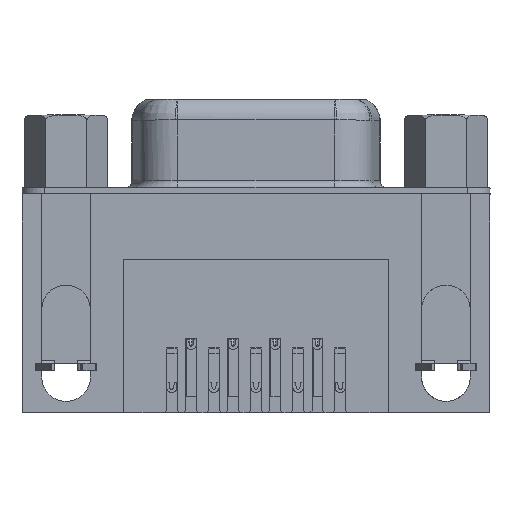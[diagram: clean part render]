
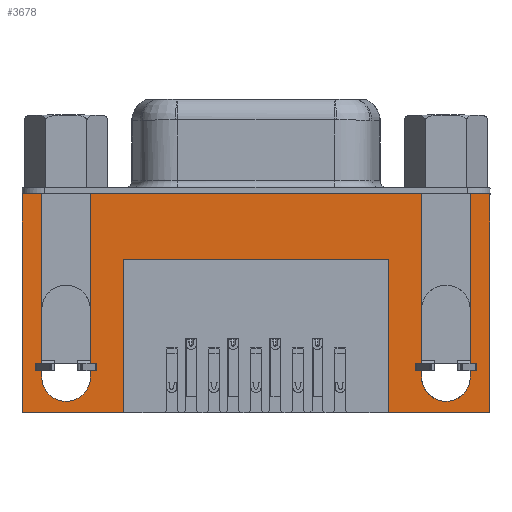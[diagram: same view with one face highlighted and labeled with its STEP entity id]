
A CAD part, top view. The second image highlights one B-rep face of the part: STEP entity #3678.
In plain terms, the highlighted planar face has unit normal (0, 0, 1).
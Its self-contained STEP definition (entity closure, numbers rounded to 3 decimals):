
#3580=AXIS2_PLACEMENT_3D('Plane Axis2P3D',#3577,#3578,#3579) ;
#3631=AXIS2_PLACEMENT_3D('Circle Axis2P3D',#3629,#3630,$) ;
#3650=AXIS2_PLACEMENT_3D('Circle Axis2P3D',#3648,#3649,$) ;
#3084=CARTESIAN_POINT('Vertex',(14.1,-0.4,6.275)) ;
#3087=CARTESIAN_POINT('Line Origine',(14.75,-0.4,6.275)) ;
#3091=CARTESIAN_POINT('Vertex',(15.4,-0.4,6.275)) ;
#3126=CARTESIAN_POINT('Vertex',(-15.4,-0.4,6.275)) ;
#3129=CARTESIAN_POINT('Line Origine',(-14.75,-0.4,6.275)) ;
#3133=CARTESIAN_POINT('Vertex',(-14.1,-0.4,6.275)) ;
#3154=CARTESIAN_POINT('Vertex',(-10.9,-0.4,6.275)) ;
#3157=CARTESIAN_POINT('Line Origine',(0.,-0.4,6.275)) ;
#3161=CARTESIAN_POINT('Vertex',(10.9,-0.4,6.275)) ;
#3538=CARTESIAN_POINT('Vertex',(14.1,-12.45,6.275)) ;
#3541=CARTESIAN_POINT('Line Origine',(14.1,-6.425,6.275)) ;
#3577=CARTESIAN_POINT('Axis2P3D Location',(15.4,-0.4,6.275)) ;
#3582=CARTESIAN_POINT('Line Origine',(-15.4,-7.6,6.275)) ;
#3586=CARTESIAN_POINT('Vertex',(-15.4,-14.8,6.275)) ;
#3589=CARTESIAN_POINT('Line Origine',(-12.05,-14.8,6.275)) ;
#3593=CARTESIAN_POINT('Vertex',(-8.7,-14.8,6.275)) ;
#3596=CARTESIAN_POINT('Line Origine',(-8.7,-9.75,6.275)) ;
#3600=CARTESIAN_POINT('Vertex',(-8.7,-4.7,6.275)) ;
#3603=CARTESIAN_POINT('Line Origine',(0.,-4.7,6.275)) ;
#3607=CARTESIAN_POINT('Vertex',(8.7,-4.7,6.275)) ;
#3610=CARTESIAN_POINT('Line Origine',(8.7,-9.75,6.275)) ;
#3614=CARTESIAN_POINT('Vertex',(8.7,-14.8,6.275)) ;
#3617=CARTESIAN_POINT('Line Origine',(12.05,-14.8,6.275)) ;
#3621=CARTESIAN_POINT('Vertex',(15.4,-14.8,6.275)) ;
#3624=CARTESIAN_POINT('Line Origine',(15.4,-7.6,6.275)) ;
#3629=CARTESIAN_POINT('Axis2P3D Location',(12.5,-12.45,6.275)) ;
#3633=CARTESIAN_POINT('Vertex',(10.9,-12.45,6.275)) ;
#3636=CARTESIAN_POINT('Line Origine',(10.9,-6.425,6.275)) ;
#3641=CARTESIAN_POINT('Line Origine',(-10.9,-6.425,6.275)) ;
#3645=CARTESIAN_POINT('Vertex',(-10.9,-12.45,6.275)) ;
#3648=CARTESIAN_POINT('Axis2P3D Location',(-12.5,-12.45,6.275)) ;
#3652=CARTESIAN_POINT('Vertex',(-14.1,-12.45,6.275)) ;
#3655=CARTESIAN_POINT('Line Origine',(-14.1,-6.425,6.275)) ;
#3088=DIRECTION('Vector Direction',(1.,0.,0.)) ;
#3130=DIRECTION('Vector Direction',(1.,0.,0.)) ;
#3158=DIRECTION('Vector Direction',(1.,0.,0.)) ;
#3542=DIRECTION('Vector Direction',(0.,1.,0.)) ;
#3578=DIRECTION('Axis2P3D Direction',(0.,0.,1.)) ;
#3579=DIRECTION('Axis2P3D XDirection',(-1.,0.,0.)) ;
#3583=DIRECTION('Vector Direction',(0.,1.,0.)) ;
#3590=DIRECTION('Vector Direction',(1.,0.,0.)) ;
#3597=DIRECTION('Vector Direction',(0.,-1.,0.)) ;
#3604=DIRECTION('Vector Direction',(1.,0.,0.)) ;
#3611=DIRECTION('Vector Direction',(0.,-1.,0.)) ;
#3618=DIRECTION('Vector Direction',(1.,0.,0.)) ;
#3625=DIRECTION('Vector Direction',(0.,1.,0.)) ;
#3630=DIRECTION('Axis2P3D Direction',(0.,0.,1.)) ;
#3637=DIRECTION('Vector Direction',(0.,1.,0.)) ;
#3642=DIRECTION('Vector Direction',(0.,1.,0.)) ;
#3649=DIRECTION('Axis2P3D Direction',(0.,0.,1.)) ;
#3656=DIRECTION('Vector Direction',(0.,1.,0.)) ;
#3089=VECTOR('Line Direction',#3088,1.) ;
#3131=VECTOR('Line Direction',#3130,1.) ;
#3159=VECTOR('Line Direction',#3158,1.) ;
#3543=VECTOR('Line Direction',#3542,1.) ;
#3584=VECTOR('Line Direction',#3583,1.) ;
#3591=VECTOR('Line Direction',#3590,1.) ;
#3598=VECTOR('Line Direction',#3597,1.) ;
#3605=VECTOR('Line Direction',#3604,1.) ;
#3612=VECTOR('Line Direction',#3611,1.) ;
#3619=VECTOR('Line Direction',#3618,1.) ;
#3626=VECTOR('Line Direction',#3625,1.) ;
#3638=VECTOR('Line Direction',#3637,1.) ;
#3643=VECTOR('Line Direction',#3642,1.) ;
#3657=VECTOR('Line Direction',#3656,1.) ;
#3661=ORIENTED_EDGE('',*,*,#3135,.F.) ;
#3662=ORIENTED_EDGE('',*,*,#3588,.F.) ;
#3663=ORIENTED_EDGE('',*,*,#3595,.T.) ;
#3664=ORIENTED_EDGE('',*,*,#3602,.F.) ;
#3665=ORIENTED_EDGE('',*,*,#3609,.T.) ;
#3666=ORIENTED_EDGE('',*,*,#3616,.T.) ;
#3667=ORIENTED_EDGE('',*,*,#3623,.T.) ;
#3668=ORIENTED_EDGE('',*,*,#3628,.T.) ;
#3669=ORIENTED_EDGE('',*,*,#3093,.F.) ;
#3670=ORIENTED_EDGE('',*,*,#3545,.F.) ;
#3671=ORIENTED_EDGE('',*,*,#3635,.F.) ;
#3672=ORIENTED_EDGE('',*,*,#3640,.T.) ;
#3673=ORIENTED_EDGE('',*,*,#3163,.F.) ;
#3674=ORIENTED_EDGE('',*,*,#3647,.F.) ;
#3675=ORIENTED_EDGE('',*,*,#3654,.F.) ;
#3676=ORIENTED_EDGE('',*,*,#3659,.T.) ;
#3678=ADVANCED_FACE('32\\17\\MANIFOLD_SOLID_BREP #10259',(#3677),#3581,.T.) ;
#3632=CIRCLE('generated circle',#3631,1.6) ;
#3651=CIRCLE('generated circle',#3650,1.6) ;
#3093=EDGE_CURVE('',#3085,#3092,#3090,.T.) ;
#3135=EDGE_CURVE('',#3127,#3134,#3132,.T.) ;
#3163=EDGE_CURVE('',#3155,#3162,#3160,.T.) ;
#3545=EDGE_CURVE('',#3539,#3085,#3544,.T.) ;
#3588=EDGE_CURVE('',#3587,#3127,#3585,.T.) ;
#3595=EDGE_CURVE('',#3587,#3594,#3592,.T.) ;
#3602=EDGE_CURVE('',#3601,#3594,#3599,.T.) ;
#3609=EDGE_CURVE('',#3601,#3608,#3606,.T.) ;
#3616=EDGE_CURVE('',#3608,#3615,#3613,.T.) ;
#3623=EDGE_CURVE('',#3615,#3622,#3620,.T.) ;
#3628=EDGE_CURVE('',#3622,#3092,#3627,.T.) ;
#3635=EDGE_CURVE('',#3634,#3539,#3632,.T.) ;
#3640=EDGE_CURVE('',#3634,#3162,#3639,.T.) ;
#3647=EDGE_CURVE('',#3646,#3155,#3644,.T.) ;
#3654=EDGE_CURVE('',#3653,#3646,#3651,.T.) ;
#3659=EDGE_CURVE('',#3653,#3134,#3658,.T.) ;
#3660=EDGE_LOOP('',(#3661,#3662,#3663,#3664,#3665,#3666,#3667,#3668,#3669,#3670,#3671,#3672,#3673,#3674,#3675,#3676)) ;
#3677=FACE_OUTER_BOUND('',#3660,.T.) ;
#3090=LINE('Line',#3087,#3089) ;
#3132=LINE('Line',#3129,#3131) ;
#3160=LINE('Line',#3157,#3159) ;
#3544=LINE('Line',#3541,#3543) ;
#3585=LINE('Line',#3582,#3584) ;
#3592=LINE('Line',#3589,#3591) ;
#3599=LINE('Line',#3596,#3598) ;
#3606=LINE('Line',#3603,#3605) ;
#3613=LINE('Line',#3610,#3612) ;
#3620=LINE('Line',#3617,#3619) ;
#3627=LINE('Line',#3624,#3626) ;
#3639=LINE('Line',#3636,#3638) ;
#3644=LINE('Line',#3641,#3643) ;
#3658=LINE('Line',#3655,#3657) ;
#3581=PLANE('',#3580) ;
#3085=VERTEX_POINT('',#3084) ;
#3092=VERTEX_POINT('',#3091) ;
#3127=VERTEX_POINT('',#3126) ;
#3134=VERTEX_POINT('',#3133) ;
#3155=VERTEX_POINT('',#3154) ;
#3162=VERTEX_POINT('',#3161) ;
#3539=VERTEX_POINT('',#3538) ;
#3587=VERTEX_POINT('',#3586) ;
#3594=VERTEX_POINT('',#3593) ;
#3601=VERTEX_POINT('',#3600) ;
#3608=VERTEX_POINT('',#3607) ;
#3615=VERTEX_POINT('',#3614) ;
#3622=VERTEX_POINT('',#3621) ;
#3634=VERTEX_POINT('',#3633) ;
#3646=VERTEX_POINT('',#3645) ;
#3653=VERTEX_POINT('',#3652) ;
